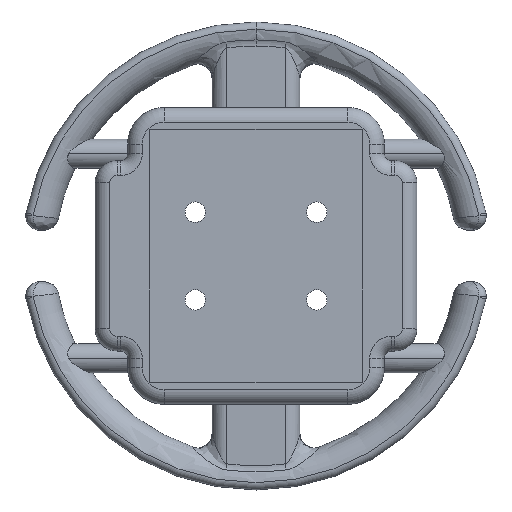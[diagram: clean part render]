
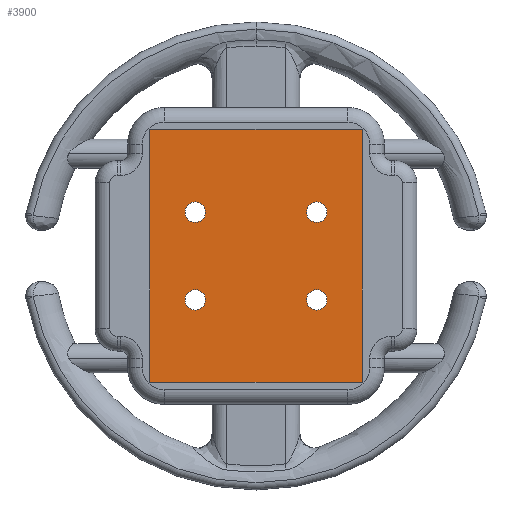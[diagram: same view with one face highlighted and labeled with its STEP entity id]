
A CAD part, top view. The second image highlights one B-rep face of the part: STEP entity #3900.
In plain terms, the highlighted planar face has unit normal (0, 0, 1).
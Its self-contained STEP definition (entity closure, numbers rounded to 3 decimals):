
#82 = EDGE_CURVE ( 'NONE', #7563, #2113, #1037, .T. ) ;
#100 = AXIS2_PLACEMENT_3D ( 'NONE', #505, #7553, #10324 ) ;
#186 = AXIS2_PLACEMENT_3D ( 'NONE', #7908, #2581, #8904 ) ;
#211 = CARTESIAN_POINT ( 'NONE',  ( 14.55, 17.3, 0. ) ) ;
#349 = ORIENTED_EDGE ( 'NONE', *, *, #1684, .T. ) ;
#375 = ORIENTED_EDGE ( 'NONE', *, *, #5815, .T. ) ;
#388 = VERTEX_POINT ( 'NONE', #211 ) ;
#414 = VERTEX_POINT ( 'NONE', #11017 ) ;
#416 = CARTESIAN_POINT ( 'NONE',  ( -14.55, 17.3, 0. ) ) ;
#505 = CARTESIAN_POINT ( 'NONE',  ( 8.3, -6., 0. ) ) ;
#543 = VECTOR ( 'NONE', #2487, 1000. ) ;
#674 = DIRECTION ( 'NONE',  ( 1., 0., 0. ) ) ;
#879 = VECTOR ( 'NONE', #9863, 1000. ) ;
#938 = CIRCLE ( 'NONE', #186, 1.4 ) ;
#1037 = CIRCLE ( 'NONE', #100, 1.4 ) ;
#1070 = AXIS2_PLACEMENT_3D ( 'NONE', #1139, #9073, #5441 ) ;
#1077 = VERTEX_POINT ( 'NONE', #416 ) ;
#1139 = CARTESIAN_POINT ( 'NONE',  ( -8.3, -6., 0. ) ) ;
#1155 = CIRCLE ( 'NONE', #7718, 1.4 ) ;
#1513 = DIRECTION ( 'NONE',  ( 0., 0., 1. ) ) ;
#1684 = EDGE_CURVE ( 'NONE', #1077, #4924, #2710, .T. ) ;
#1703 = DIRECTION ( 'NONE',  ( 1., 0., 0. ) ) ;
#1768 = EDGE_CURVE ( 'NONE', #3117, #9462, #8946, .T. ) ;
#1824 = PLANE ( 'NONE',  #8807 ) ;
#1835 = DIRECTION ( 'NONE',  ( 0., 1., 0. ) ) ;
#1977 = EDGE_CURVE ( 'NONE', #4924, #11288, #4098, .T. ) ;
#2113 = VERTEX_POINT ( 'NONE', #8727 ) ;
#2137 = VERTEX_POINT ( 'NONE', #9177 ) ;
#2151 = ORIENTED_EDGE ( 'NONE', *, *, #1977, .T. ) ;
#2223 = DIRECTION ( 'NONE',  ( 0., 0., 1. ) ) ;
#2240 = ORIENTED_EDGE ( 'NONE', *, *, #9913, .F. ) ;
#2366 = LINE ( 'NONE', #8580, #543 ) ;
#2487 = DIRECTION ( 'NONE',  ( -1., 0., 0. ) ) ;
#2551 = EDGE_LOOP ( 'NONE', ( #8242, #2240 ) ) ;
#2581 = DIRECTION ( 'NONE',  ( 0., 0., 1. ) ) ;
#2650 = FACE_BOUND ( 'NONE', #8934, .T. ) ;
#2696 = EDGE_CURVE ( 'NONE', #2137, #414, #9699, .T. ) ;
#2710 = LINE ( 'NONE', #6285, #879 ) ;
#2877 = VERTEX_POINT ( 'NONE', #11452 ) ;
#3117 = VERTEX_POINT ( 'NONE', #6689 ) ;
#3222 = VECTOR ( 'NONE', #1835, 1000. ) ;
#3413 = CARTESIAN_POINT ( 'NONE',  ( -14.55, -17.3, 0. ) ) ;
#3469 = EDGE_CURVE ( 'NONE', #414, #2137, #4115, .T. ) ;
#3570 = EDGE_CURVE ( 'NONE', #6833, #2877, #8425, .T. ) ;
#3863 = ORIENTED_EDGE ( 'NONE', *, *, #2696, .F. ) ;
#3900 = ADVANCED_FACE ( 'NONE', ( #10621, #9853, #10684, #2650, #6223 ), #1824, .T. ) ;
#4098 = LINE ( 'NONE', #5971, #10831 ) ;
#4115 = CIRCLE ( 'NONE', #10311, 1.4 ) ;
#4133 = ORIENTED_EDGE ( 'NONE', *, *, #1768, .F. ) ;
#4193 = EDGE_LOOP ( 'NONE', ( #3863, #8342 ) ) ;
#4281 = CARTESIAN_POINT ( 'NONE',  ( -6.9, 6., 0. ) ) ;
#4580 = DIRECTION ( 'NONE',  ( 0., 0., 1. ) ) ;
#4662 = ORIENTED_EDGE ( 'NONE', *, *, #11020, .F. ) ;
#4795 = DIRECTION ( 'NONE',  ( 1., 0., 0. ) ) ;
#4924 = VERTEX_POINT ( 'NONE', #3413 ) ;
#5441 = DIRECTION ( 'NONE',  ( 1., 0., 0. ) ) ;
#5639 = EDGE_LOOP ( 'NONE', ( #2151, #375, #9390, #349 ) ) ;
#5815 = EDGE_CURVE ( 'NONE', #11288, #388, #9628, .T. ) ;
#5846 = CARTESIAN_POINT ( 'NONE',  ( 9.7, -6., 0. ) ) ;
#5850 = DIRECTION ( 'NONE',  ( 0., 0., 1. ) ) ;
#5904 = DIRECTION ( 'NONE',  ( 1., 0., 0. ) ) ;
#5966 = CARTESIAN_POINT ( 'NONE',  ( -8.3, 6., 0. ) ) ;
#5971 = CARTESIAN_POINT ( 'NONE',  ( -14.55, -17.3, 0. ) ) ;
#6223 = FACE_OUTER_BOUND ( 'NONE', #5639, .T. ) ;
#6285 = CARTESIAN_POINT ( 'NONE',  ( -14.55, 17.3, 0. ) ) ;
#6689 = CARTESIAN_POINT ( 'NONE',  ( 6.9, 6., 0. ) ) ;
#6690 = CARTESIAN_POINT ( 'NONE',  ( 9.7, 6., 0. ) ) ;
#6696 = EDGE_CURVE ( 'NONE', #9462, #3117, #1155, .T. ) ;
#6833 = VERTEX_POINT ( 'NONE', #4281 ) ;
#6843 = CARTESIAN_POINT ( 'NONE',  ( -8.3, -6., 0. ) ) ;
#6923 = AXIS2_PLACEMENT_3D ( 'NONE', #5966, #2223, #674 ) ;
#7553 = DIRECTION ( 'NONE',  ( 0., 0., 1. ) ) ;
#7563 = VERTEX_POINT ( 'NONE', #5846 ) ;
#7602 = DIRECTION ( 'NONE',  ( 1., 0., 0. ) ) ;
#7666 = DIRECTION ( 'NONE',  ( 1., 0., 0. ) ) ;
#7718 = AXIS2_PLACEMENT_3D ( 'NONE', #9556, #1513, #8672 ) ;
#7738 = EDGE_LOOP ( 'NONE', ( #7829, #4133 ) ) ;
#7829 = ORIENTED_EDGE ( 'NONE', *, *, #6696, .F. ) ;
#7908 = CARTESIAN_POINT ( 'NONE',  ( -8.3, 6., 0. ) ) ;
#8242 = ORIENTED_EDGE ( 'NONE', *, *, #82, .F. ) ;
#8342 = ORIENTED_EDGE ( 'NONE', *, *, #3469, .F. ) ;
#8425 = CIRCLE ( 'NONE', #6923, 1.4 ) ;
#8514 = ORIENTED_EDGE ( 'NONE', *, *, #3570, .F. ) ;
#8556 = AXIS2_PLACEMENT_3D ( 'NONE', #10434, #5850, #5904 ) ;
#8580 = CARTESIAN_POINT ( 'NONE',  ( -14.55, 17.3, 0. ) ) ;
#8672 = DIRECTION ( 'NONE',  ( 1., 0., 0. ) ) ;
#8727 = CARTESIAN_POINT ( 'NONE',  ( 6.9, -6., 0. ) ) ;
#8807 = AXIS2_PLACEMENT_3D ( 'NONE', #11556, #10559, #1703 ) ;
#8904 = DIRECTION ( 'NONE',  ( 1., 0., 0. ) ) ;
#8934 = EDGE_LOOP ( 'NONE', ( #8514, #4662 ) ) ;
#8946 = CIRCLE ( 'NONE', #10075, 1.4 ) ;
#9073 = DIRECTION ( 'NONE',  ( 0., 0., 1. ) ) ;
#9177 = CARTESIAN_POINT ( 'NONE',  ( -6.9, -6., 0. ) ) ;
#9390 = ORIENTED_EDGE ( 'NONE', *, *, #10640, .T. ) ;
#9462 = VERTEX_POINT ( 'NONE', #6690 ) ;
#9497 = CIRCLE ( 'NONE', #8556, 1.4 ) ;
#9556 = CARTESIAN_POINT ( 'NONE',  ( 8.3, 6., 0. ) ) ;
#9628 = LINE ( 'NONE', #10694, #3222 ) ;
#9699 = CIRCLE ( 'NONE', #1070, 1.4 ) ;
#9775 = CARTESIAN_POINT ( 'NONE',  ( 14.55, -17.3, 0. ) ) ;
#9853 = FACE_BOUND ( 'NONE', #2551, .T. ) ;
#9863 = DIRECTION ( 'NONE',  ( 0., -1., 0. ) ) ;
#9913 = EDGE_CURVE ( 'NONE', #2113, #7563, #9497, .T. ) ;
#10075 = AXIS2_PLACEMENT_3D ( 'NONE', #10094, #4580, #4795 ) ;
#10094 = CARTESIAN_POINT ( 'NONE',  ( 8.3, 6., 0. ) ) ;
#10261 = DIRECTION ( 'NONE',  ( 0., 0., 1. ) ) ;
#10311 = AXIS2_PLACEMENT_3D ( 'NONE', #6843, #10261, #7602 ) ;
#10324 = DIRECTION ( 'NONE',  ( 1., 0., 0. ) ) ;
#10434 = CARTESIAN_POINT ( 'NONE',  ( 8.3, -6., 0. ) ) ;
#10559 = DIRECTION ( 'NONE',  ( 0., 0., 1. ) ) ;
#10621 = FACE_BOUND ( 'NONE', #4193, .T. ) ;
#10640 = EDGE_CURVE ( 'NONE', #388, #1077, #2366, .T. ) ;
#10684 = FACE_BOUND ( 'NONE', #7738, .T. ) ;
#10694 = CARTESIAN_POINT ( 'NONE',  ( 14.55, 17.3, 0. ) ) ;
#10831 = VECTOR ( 'NONE', #7666, 1000. ) ;
#11017 = CARTESIAN_POINT ( 'NONE',  ( -9.7, -6., 0. ) ) ;
#11020 = EDGE_CURVE ( 'NONE', #2877, #6833, #938, .T. ) ;
#11288 = VERTEX_POINT ( 'NONE', #9775 ) ;
#11452 = CARTESIAN_POINT ( 'NONE',  ( -9.7, 6., 0. ) ) ;
#11556 = CARTESIAN_POINT ( 'NONE',  ( 0., 0., 0. ) ) ;
